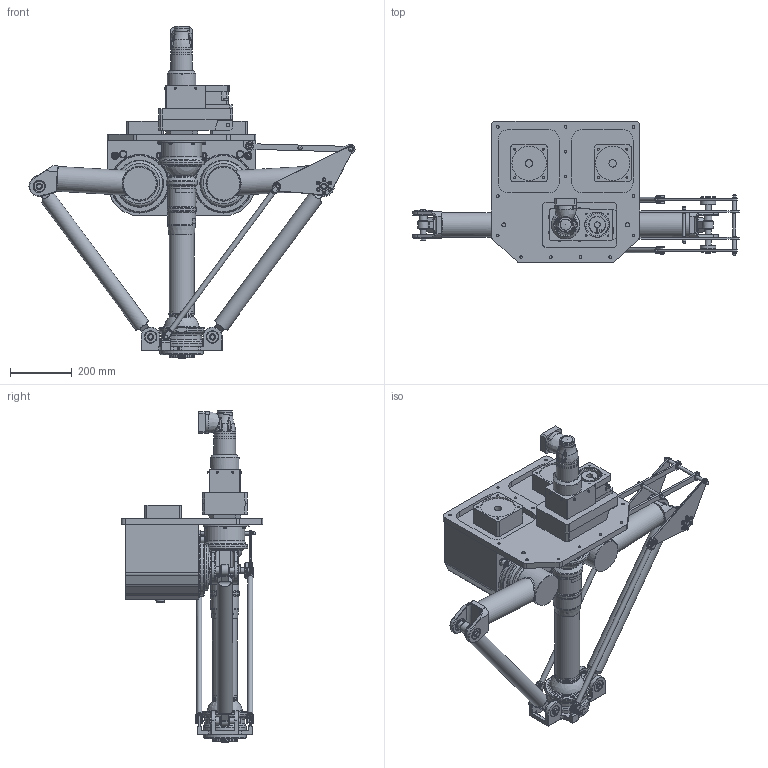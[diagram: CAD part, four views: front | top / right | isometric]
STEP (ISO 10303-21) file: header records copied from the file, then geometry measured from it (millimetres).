
FILE_DESCRIPTION(/* description */ (''),/* implementation_level */ '2;1');
FILE_NAME(/* name */ '3D-model_A_00099-T1.stp',/* time_stamp */ '2022-03-05T09:37:13+01:00',/* author */ ('michael.schutter'),/* organization */ ('Majatronic'),/* preprocessor_version */ 'ST-DEVELOPER v16.5',/* originating_system */ 'Autodesk Inventor 2017',/* authorisation */ '');
FILE_SCHEMA (('AUTOMOTIVE_DESIGN { 1 0 10303 214 3 1 1 }'));
Products named in the file (16): MT_BGR00021765MT_BGR; MT_BGR00021764MT_BGR; MT_WST00068816MT_WST; MT_WST00068819MT_WST; MT_WST00068820MT_WST; MT_WST00068833MT_WST; MT_WST00068821MT_WST; MT_WST00068835MT_WST; MT_WST00068836MT_WST; MT_WST00068837MT_WST; MT_WST00068839MT_WST; MT_WST00068844MT_WST; MT_WST00068845MT_WST; MT_WST00068846MT_WST; MT_WST00068847MT_WST; MT_WST00102753 M-BGR Werkzeugträger
Assembly tree (17 placements, depth 3):
  MT_BGR00021765MT_BGR
    MT_BGR00021764MT_BGR
      MT_WST00068816MT_WST
      MT_WST00068819MT_WST
    MT_WST00068820MT_WST
    MT_WST00068821MT_WST  x2
    MT_WST00068833MT_WST
    MT_WST00068835MT_WST
    MT_WST00068836MT_WST
    MT_WST00068837MT_WST  x2
    MT_WST00068839MT_WST
    MT_WST00068844MT_WST
    MT_WST00068845MT_WST
    MT_WST00068846MT_WST
    MT_WST00068847MT_WST
    MT_WST00102753 M-BGR Werkzeugträger
Bounding box: 1052.76 x 458 x 1072.1 mm (x, y, z)
Volume: 49022712.6 mm3; surface area: 2552331.6 mm2
Topology: 16 solids, 31 shells, 2866 faces, 6908 edges, 4356 vertices
Faces by surface type: plane 1432, cylinder 732, cone 285, bspline 212, torus 189, sphere 16
Full cylindrical faces by diameter (mm): 2 x1, 3 x4, 3.242 x4, 3.459 x4, 4.917 x12, 6 x3, 6.647 x8, 7 x12, 8 x14, 8.376 x13, 8.71 x2, 10 x5, 10.85 x2, 10.95 x2, 11 x2, 12 x19, 13 x3, 14 x1, 15 x4, 16 x2, 19 x1, 19.5 x6, 20 x5, 20.5 x12, 22 x16, 23 x1, 24 x8, 25 x15, 29 x10, 30 x1
Entity records: 130735 total; most frequent: CARTESIAN_POINT 69064, DIRECTION 12324, ORIENTED_EDGE 11686, EDGE_CURVE 5807, AXIS2_PLACEMENT_3D 4749, VERTEX_POINT 3960, EDGE_LOOP 3591, LINE 2826
